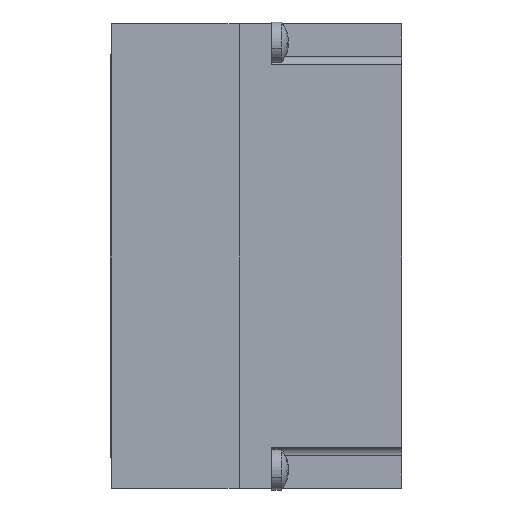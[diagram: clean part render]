
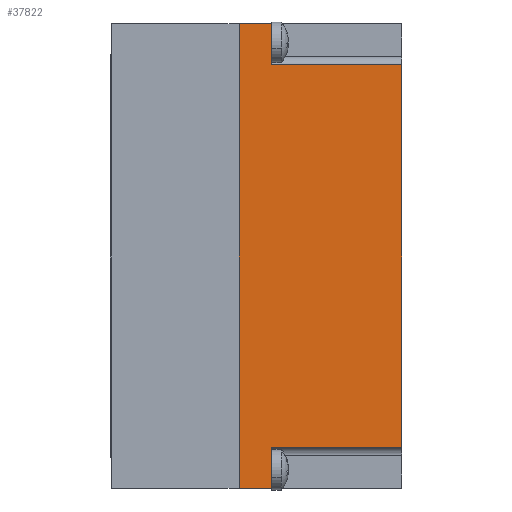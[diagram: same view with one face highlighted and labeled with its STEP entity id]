
A CAD part, left-side view. The second image highlights one B-rep face of the part: STEP entity #37822.
In plain terms, the highlighted planar face has unit normal (-1, 0, 0).
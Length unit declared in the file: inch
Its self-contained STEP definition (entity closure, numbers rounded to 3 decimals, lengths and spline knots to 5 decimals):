
#6922 = VECTOR ( 'NONE', #187932, 39.37008 ) ;
#12864 = DIRECTION ( 'NONE',  ( 0., 0., -1. ) ) ;
#23044 = ORIENTED_EDGE ( 'NONE', *, *, #58386, .T. ) ;
#29794 = DIRECTION ( 'NONE',  ( 0., 0., -1. ) ) ;
#30763 = DIRECTION ( 'NONE',  ( 0., 0., -1. ) ) ;
#32054 = VECTOR ( 'NONE', #81570, 39.37008 ) ;
#33216 = ORIENTED_EDGE ( 'NONE', *, *, #87736, .T. ) ;
#34029 = DIRECTION ( 'NONE',  ( 0., 1., 0. ) ) ;
#36380 = FACE_OUTER_BOUND ( 'NONE', #231970, .T. ) ;
#37822 = ADVANCED_FACE ( 'NONE', ( #36380 ), #163709, .F. ) ;
#45143 = CARTESIAN_POINT ( 'NONE',  ( -2.25197, -0.77559, -2.25197 ) ) ;
#45418 = CARTESIAN_POINT ( 'NONE',  ( -2.25197, -0.33694, -0.19882 ) ) ;
#45636 = CARTESIAN_POINT ( 'NONE',  ( -2.25197, -1.40551, -2.25197 ) ) ;
#49117 = VERTEX_POINT ( 'NONE', #215377 ) ;
#50619 = LINE ( 'NONE', #197077, #230672 ) ;
#56250 = VECTOR ( 'NONE', #29794, 39.37008 ) ;
#56801 = CARTESIAN_POINT ( 'NONE',  ( -2.25197, -1.40551, 0. ) ) ;
#58386 = EDGE_CURVE ( 'NONE', #49117, #163568, #50619, .T. ) ;
#62421 = CARTESIAN_POINT ( 'NONE',  ( -2.25197, -0.77559, -2.25197 ) ) ;
#65040 = CARTESIAN_POINT ( 'NONE',  ( -2.25197, -0.77559, -0.19882 ) ) ;
#67115 = EDGE_CURVE ( 'NONE', #98054, #100991, #226418, .T. ) ;
#79449 = ORIENTED_EDGE ( 'NONE', *, *, #199670, .F. ) ;
#81083 = CARTESIAN_POINT ( 'NONE',  ( -2.25197, -0.77559, 0. ) ) ;
#81570 = DIRECTION ( 'NONE',  ( 0., 0., -1. ) ) ;
#81761 = VECTOR ( 'NONE', #83620, 39.37008 ) ;
#82573 = AXIS2_PLACEMENT_3D ( 'NONE', #139082, #176101, #12864 ) ;
#83620 = DIRECTION ( 'NONE',  ( 0., -1., 0. ) ) ;
#85761 = ORIENTED_EDGE ( 'NONE', *, *, #106881, .F. ) ;
#87736 = EDGE_CURVE ( 'NONE', #211912, #136951, #227116, .T. ) ;
#90779 = EDGE_CURVE ( 'NONE', #163568, #132968, #121212, .T. ) ;
#91614 = EDGE_CURVE ( 'NONE', #100991, #136951, #96096, .T. ) ;
#96096 = LINE ( 'NONE', #56801, #172362 ) ;
#98054 = VERTEX_POINT ( 'NONE', #65040 ) ;
#100875 = CARTESIAN_POINT ( 'NONE',  ( -2.25197, -1.40551, -0.19882 ) ) ;
#100991 = VERTEX_POINT ( 'NONE', #100875 ) ;
#102879 = DIRECTION ( 'NONE',  ( 0., 1., 0. ) ) ;
#106881 = EDGE_CURVE ( 'NONE', #211912, #219659, #137423, .T. ) ;
#113437 = CARTESIAN_POINT ( 'NONE',  ( -2.25197, -0.77559, -2.05315 ) ) ;
#118871 = CARTESIAN_POINT ( 'NONE',  ( -2.25197, -0.61811, 0. ) ) ;
#119251 = ORIENTED_EDGE ( 'NONE', *, *, #67115, .F. ) ;
#121212 = LINE ( 'NONE', #118871, #186980 ) ;
#132968 = VERTEX_POINT ( 'NONE', #160098 ) ;
#136951 = VERTEX_POINT ( 'NONE', #138717 ) ;
#137423 = LINE ( 'NONE', #62421, #32054 ) ;
#138717 = CARTESIAN_POINT ( 'NONE',  ( -2.25197, -1.40551, -2.05315 ) ) ;
#139082 = CARTESIAN_POINT ( 'NONE',  ( -2.25197, -1.40551, 0. ) ) ;
#149482 = ORIENTED_EDGE ( 'NONE', *, *, #91614, .F. ) ;
#160098 = CARTESIAN_POINT ( 'NONE',  ( -2.25197, -0.61811, -2.25197 ) ) ;
#163568 = VERTEX_POINT ( 'NONE', #195498 ) ;
#163709 = PLANE ( 'NONE',  #82573 ) ;
#163778 = VECTOR ( 'NONE', #102879, 39.37008 ) ;
#172362 = VECTOR ( 'NONE', #221091, 39.37008 ) ;
#176101 = DIRECTION ( 'NONE',  ( 1., 0., 0. ) ) ;
#186980 = VECTOR ( 'NONE', #30763, 39.37008 ) ;
#187932 = DIRECTION ( 'NONE',  ( 0., -1., 0. ) ) ;
#192250 = ORIENTED_EDGE ( 'NONE', *, *, #209639, .F. ) ;
#195498 = CARTESIAN_POINT ( 'NONE',  ( -2.25197, -0.61811, 0. ) ) ;
#197077 = CARTESIAN_POINT ( 'NONE',  ( -2.25197, -1.40551, 0. ) ) ;
#199670 = EDGE_CURVE ( 'NONE', #49117, #98054, #207214, .T. ) ;
#206461 = LINE ( 'NONE', #45636, #163778 ) ;
#207214 = LINE ( 'NONE', #81083, #56250 ) ;
#208085 = CARTESIAN_POINT ( 'NONE',  ( -2.25197, -0.33694, -2.05315 ) ) ;
#209639 = EDGE_CURVE ( 'NONE', #219659, #132968, #206461, .T. ) ;
#211912 = VERTEX_POINT ( 'NONE', #113437 ) ;
#215377 = CARTESIAN_POINT ( 'NONE',  ( -2.25197, -0.77559, 0. ) ) ;
#219659 = VERTEX_POINT ( 'NONE', #45143 ) ;
#221091 = DIRECTION ( 'NONE',  ( 0., 0., -1. ) ) ;
#226082 = ORIENTED_EDGE ( 'NONE', *, *, #90779, .T. ) ;
#226418 = LINE ( 'NONE', #45418, #81761 ) ;
#227116 = LINE ( 'NONE', #208085, #6922 ) ;
#230672 = VECTOR ( 'NONE', #34029, 39.37008 ) ;
#231970 = EDGE_LOOP ( 'NONE', ( #119251, #79449, #23044, #226082, #192250, #85761, #33216, #149482 ) ) ;
